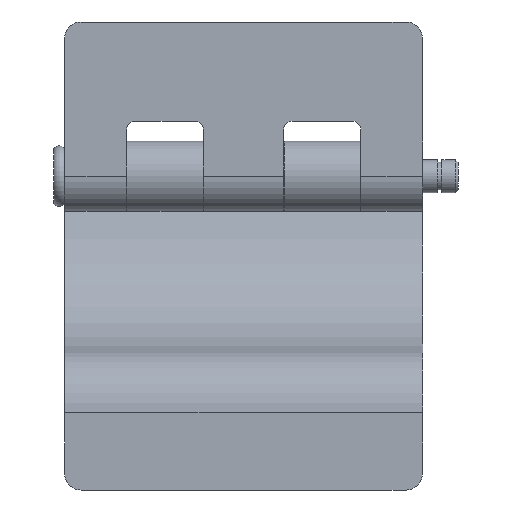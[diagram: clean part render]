
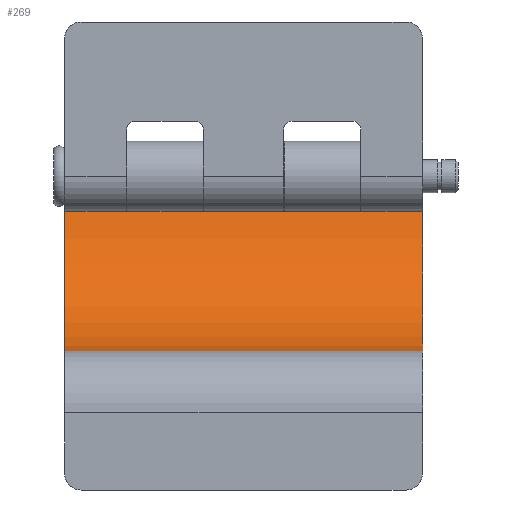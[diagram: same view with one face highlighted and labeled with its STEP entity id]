
A CAD part, front view. The second image highlights one B-rep face of the part: STEP entity #269.
In plain terms, the highlighted cylindrical face has radius 32 mm (diameter 64 mm), a partial arc.
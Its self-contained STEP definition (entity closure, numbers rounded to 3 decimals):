
#56 = CIRCLE ( 'NONE', #2495, 32. ) ;
#239 = EDGE_CURVE ( 'NONE', #682, #683, #56, .T. ) ;
#254 = EDGE_CURVE ( 'NONE', #698, #697, #3747, .T. ) ;
#269 = ADVANCED_FACE ( 'NONE', ( #2543 ), #2549, .F. ) ;
#348 = EDGE_CURVE ( 'NONE', #682, #698, #2844, .T. ) ;
#349 = EDGE_CURVE ( 'NONE', #683, #697, #2847, .T. ) ;
#682 = VERTEX_POINT ( 'NONE', #3445 ) ;
#683 = VERTEX_POINT ( 'NONE', #3446 ) ;
#697 = VERTEX_POINT ( 'NONE', #3460 ) ;
#698 = VERTEX_POINT ( 'NONE', #3461 ) ;
#884 = EDGE_LOOP ( 'NONE', ( #1165, #1166, #1163, #1168 ) ) ;
#1163 = ORIENTED_EDGE ( 'NONE', *, *, #239, .F. ) ;
#1165 = ORIENTED_EDGE ( 'NONE', *, *, #254, .T. ) ;
#1166 = ORIENTED_EDGE ( 'NONE', *, *, #349, .F. ) ;
#1168 = ORIENTED_EDGE ( 'NONE', *, *, #348, .T. ) ;
#2344 = CARTESIAN_POINT ( 'NONE',  ( 32.5, 0., 0. ) ) ;
#2345 = DIRECTION ( 'NONE',  ( -1., 0., 0. ) ) ;
#2346 = DIRECTION ( 'NONE',  ( 0., 0., 1. ) ) ;
#2389 = CARTESIAN_POINT ( 'NONE',  ( -32.5, 0., 0. ) ) ;
#2390 = DIRECTION ( 'NONE',  ( -1., 0., 0. ) ) ;
#2391 = DIRECTION ( 'NONE',  ( 0., 0., 1. ) ) ;
#2437 = CARTESIAN_POINT ( 'NONE',  ( 32.5, 0., 0. ) ) ;
#2438 = DIRECTION ( 'NONE',  ( -1., 0., 0. ) ) ;
#2439 = DIRECTION ( 'NONE',  ( 0., 0., 1. ) ) ;
#2495 = AXIS2_PLACEMENT_3D ( 'NONE', #2344, #2345, #2346 ) ;
#2517 = AXIS2_PLACEMENT_3D ( 'NONE', #2389, #2390, #2391 ) ;
#2543 = FACE_OUTER_BOUND ( 'NONE', #884, .T. ) ;
#2548 = AXIS2_PLACEMENT_3D ( 'NONE', #2437, #2438, #2439 ) ;
#2549 = CYLINDRICAL_SURFACE ( 'NONE', #2548, 32. ) ;
#2844 = LINE ( 'NONE', #2845, #3016 ) ;
#2845 = CARTESIAN_POINT ( 'NONE',  ( 32.5, 31.96, -1.6 ) ) ;
#2846 = DIRECTION ( 'NONE',  ( -1., 0., 0. ) ) ;
#2847 = LINE ( 'NONE', #2848, #3017 ) ;
#2848 = CARTESIAN_POINT ( 'NONE',  ( 32.5, 3.556, -31.802 ) ) ;
#2849 = DIRECTION ( 'NONE',  ( -1., 0., 0. ) ) ;
#3016 = VECTOR ( 'NONE', #2846, 1000. ) ;
#3017 = VECTOR ( 'NONE', #2849, 1000. ) ;
#3445 = CARTESIAN_POINT ( 'NONE',  ( 32.5, 31.96, -1.6 ) ) ;
#3446 = CARTESIAN_POINT ( 'NONE',  ( 32.5, 3.556, -31.802 ) ) ;
#3460 = CARTESIAN_POINT ( 'NONE',  ( -32.5, 3.556, -31.802 ) ) ;
#3461 = CARTESIAN_POINT ( 'NONE',  ( -32.5, 31.96, -1.6 ) ) ;
#3747 = CIRCLE ( 'NONE', #2517, 32. ) ;
